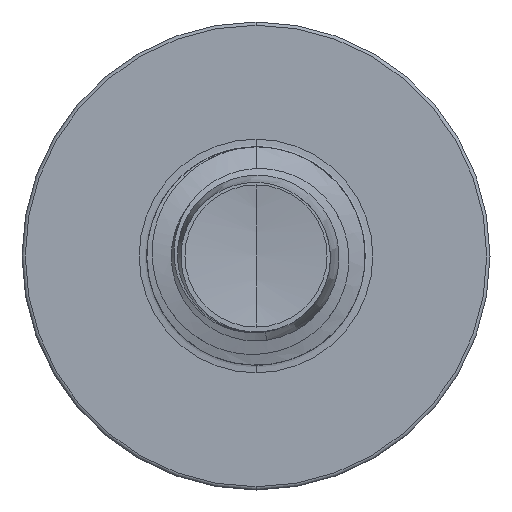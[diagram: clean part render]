
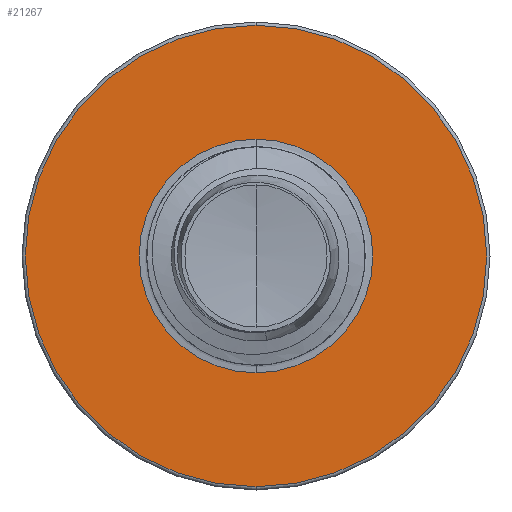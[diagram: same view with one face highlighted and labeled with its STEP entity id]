
A CAD part, front view. The second image highlights one B-rep face of the part: STEP entity #21267.
In plain terms, the highlighted planar face has unit normal (0, -1, 0).
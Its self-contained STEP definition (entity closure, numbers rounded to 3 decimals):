
#50 = DIRECTION ( 'NONE',  ( 0., 0., 1. ) ) ;
#174 = AXIS2_PLACEMENT_3D ( 'NONE', #14909, #4273, #16633 ) ;
#489 = EDGE_LOOP ( 'NONE', ( #18331, #14944 ) ) ;
#782 = CARTESIAN_POINT ( 'NONE',  ( 0., 8.5, -1.872 ) ) ;
#2310 = CIRCLE ( 'NONE', #4028, 3.697 ) ;
#2891 = EDGE_CURVE ( 'NONE', #16933, #14062, #2310, .T. ) ;
#3579 = VERTEX_POINT ( 'NONE', #782 ) ;
#3800 = CARTESIAN_POINT ( 'NONE',  ( 0., 8.5, 0. ) ) ;
#4028 = AXIS2_PLACEMENT_3D ( 'NONE', #3800, #16171, #5567 ) ;
#4273 = DIRECTION ( 'NONE',  ( 0., 1., 0. ) ) ;
#5567 = DIRECTION ( 'NONE',  ( 0., 0., 1. ) ) ;
#5611 = ORIENTED_EDGE ( 'NONE', *, *, #21494, .T. ) ;
#6087 = CARTESIAN_POINT ( 'NONE',  ( 0., 8.5, 3.698 ) ) ;
#6812 = CIRCLE ( 'NONE', #10295, 1.872 ) ;
#7587 = EDGE_LOOP ( 'NONE', ( #21932, #5611 ) ) ;
#7715 = AXIS2_PLACEMENT_3D ( 'NONE', #10460, #22688, #12241 ) ;
#8581 = DIRECTION ( 'NONE',  ( 0., 1., 0. ) ) ;
#10241 = CIRCLE ( 'NONE', #174, 3.697 ) ;
#10295 = AXIS2_PLACEMENT_3D ( 'NONE', #21090, #10626, #50 ) ;
#10460 = CARTESIAN_POINT ( 'NONE',  ( 0., 8.5, 0. ) ) ;
#10626 = DIRECTION ( 'NONE',  ( 0., 1., 0. ) ) ;
#11484 = AXIS2_PLACEMENT_3D ( 'NONE', #20550, #8581, #20860 ) ;
#11572 = FACE_BOUND ( 'NONE', #7587, .T. ) ;
#12241 = DIRECTION ( 'NONE',  ( 0., 0., 1. ) ) ;
#12817 = CARTESIAN_POINT ( 'NONE',  ( 0., 8.5, 1.872 ) ) ;
#14062 = VERTEX_POINT ( 'NONE', #21485 ) ;
#14909 = CARTESIAN_POINT ( 'NONE',  ( 0., 8.5, 0. ) ) ;
#14922 = CIRCLE ( 'NONE', #7715, 1.872 ) ;
#14944 = ORIENTED_EDGE ( 'NONE', *, *, #15342, .F. ) ;
#15342 = EDGE_CURVE ( 'NONE', #14062, #16933, #10241, .T. ) ;
#15603 = PLANE ( 'NONE',  #11484 ) ;
#16171 = DIRECTION ( 'NONE',  ( 0., 1., 0. ) ) ;
#16479 = VERTEX_POINT ( 'NONE', #12817 ) ;
#16633 = DIRECTION ( 'NONE',  ( 0., 0., 1. ) ) ;
#16933 = VERTEX_POINT ( 'NONE', #6087 ) ;
#17682 = EDGE_CURVE ( 'NONE', #16479, #3579, #14922, .T. ) ;
#18331 = ORIENTED_EDGE ( 'NONE', *, *, #2891, .F. ) ;
#20550 = CARTESIAN_POINT ( 'NONE',  ( 0., 8.5, -1.872 ) ) ;
#20860 = DIRECTION ( 'NONE',  ( 0., 0., 1. ) ) ;
#21090 = CARTESIAN_POINT ( 'NONE',  ( 0., 8.5, 0. ) ) ;
#21267 = ADVANCED_FACE ( 'NONE', ( #21414, #11572 ), #15603, .F. ) ;
#21414 = FACE_OUTER_BOUND ( 'NONE', #489, .T. ) ;
#21485 = CARTESIAN_POINT ( 'NONE',  ( 0., 8.5, -3.697 ) ) ;
#21494 = EDGE_CURVE ( 'NONE', #3579, #16479, #6812, .T. ) ;
#21932 = ORIENTED_EDGE ( 'NONE', *, *, #17682, .T. ) ;
#22688 = DIRECTION ( 'NONE',  ( 0., 1., 0. ) ) ;
